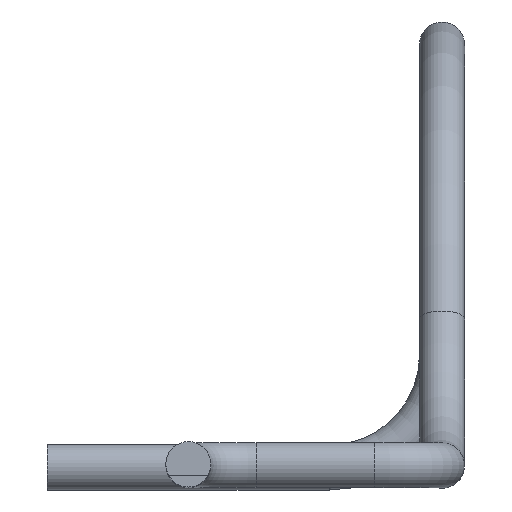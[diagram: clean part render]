
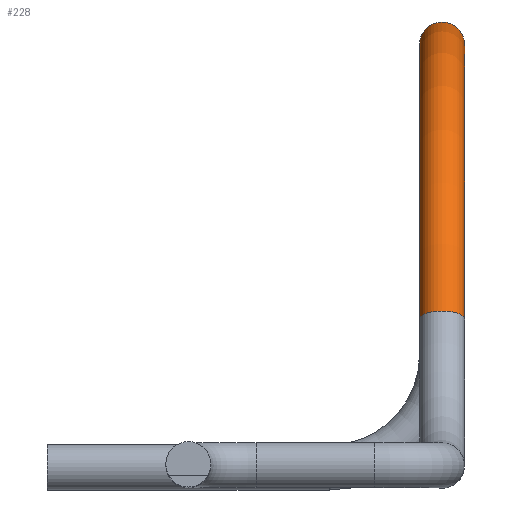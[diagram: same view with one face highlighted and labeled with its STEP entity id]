
A CAD part, top view. The second image highlights one B-rep face of the part: STEP entity #228.
In plain terms, the highlighted toroidal (fillet/blend) face has major radius 37.475 mm and minor radius 2 mm.
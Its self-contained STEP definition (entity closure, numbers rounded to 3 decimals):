
#15=B_SPLINE_CURVE_WITH_KNOTS('',3,(#410,#411,#412,#413,#414,#415,#416,
#417,#418,#419,#420,#421,#422,#423),.UNSPECIFIED.,.F.,.F.,(4,2,2,2,2,2,
4),(0.315,0.326,0.39,0.469,
0.549,0.629,0.631),.UNSPECIFIED.);
#16=B_SPLINE_CURVE_WITH_KNOTS('',3,(#424,#425,#426,#427,#428,#429,#430,
#431,#432,#433,#434,#435,#436,#437,#438,#439),.UNSPECIFIED.,.F.,.F.,(4,
2,2,2,2,2,2,4),(-0.002,0.,0.064,
0.133,0.213,0.256,0.288,0.315),
 .UNSPECIFIED.);
#18=TOROIDAL_SURFACE('',#268,37.475,2.);
#37=CIRCLE('',#264,2.);
#39=CIRCLE('',#269,35.475);
#40=CIRCLE('',#270,2.);
#41=CIRCLE('',#271,2.);
#59=FACE_OUTER_BOUND('',#74,.T.);
#74=EDGE_LOOP('',(#180,#181,#182,#183,#184,#185,#186));
#106=VERTEX_POINT('',#401);
#107=VERTEX_POINT('',#402);
#108=VERTEX_POINT('',#409);
#109=VERTEX_POINT('',#442);
#110=VERTEX_POINT('',#444);
#132=EDGE_CURVE('',#107,#106,#37,.T.);
#134=EDGE_CURVE('',#108,#106,#15,.T.);
#135=EDGE_CURVE('',#107,#108,#16,.T.);
#136=EDGE_CURVE('',#108,#109,#39,.T.);
#137=EDGE_CURVE('',#109,#110,#40,.T.);
#138=EDGE_CURVE('',#110,#109,#41,.T.);
#180=ORIENTED_EDGE('',*,*,#135,.T.);
#181=ORIENTED_EDGE('',*,*,#136,.T.);
#182=ORIENTED_EDGE('',*,*,#137,.T.);
#183=ORIENTED_EDGE('',*,*,#138,.T.);
#184=ORIENTED_EDGE('',*,*,#136,.F.);
#185=ORIENTED_EDGE('',*,*,#134,.T.);
#186=ORIENTED_EDGE('',*,*,#132,.F.);
#228=ADVANCED_FACE('',(#59),#18,.T.);
#264=AXIS2_PLACEMENT_3D('',#406,#325,#326);
#268=AXIS2_PLACEMENT_3D('',#441,#333,#334);
#269=AXIS2_PLACEMENT_3D('',#443,#335,#336);
#270=AXIS2_PLACEMENT_3D('',#445,#337,#338);
#271=AXIS2_PLACEMENT_3D('',#446,#339,#340);
#325=DIRECTION('center_axis',(0.,-0.964,
-0.267));
#326=DIRECTION('ref_axis',(1.,0.,0.));
#333=DIRECTION('center_axis',(-1.,0.,0.));
#334=DIRECTION('ref_axis',(0.,0.,1.));
#335=DIRECTION('center_axis',(1.,0.,0.));
#336=DIRECTION('ref_axis',(0.,0.,1.));
#337=DIRECTION('center_axis',(0.,0.938,-0.348));
#338=DIRECTION('ref_axis',(1.,0.,0.));
#339=DIRECTION('center_axis',(0.,0.938,-0.348));
#340=DIRECTION('ref_axis',(1.,0.,0.));
#401=CARTESIAN_POINT('',(2.,20.,-115.));
#402=CARTESIAN_POINT('',(-2.,20.,-115.));
#406=CARTESIAN_POINT('Origin',(0.,20.,-115.));
#409=CARTESIAN_POINT('',(0.,19.724,-113.));
#410=CARTESIAN_POINT('Ctrl Pts',(0.,19.724,
-113.));
#411=CARTESIAN_POINT('Ctrl Pts',(0.037,19.724,-113.));
#412=CARTESIAN_POINT('Ctrl Pts',(0.073,19.724,-113.001));
#413=CARTESIAN_POINT('Ctrl Pts',(0.326,19.724,-113.016));
#414=CARTESIAN_POINT('Ctrl Pts',(0.538,19.73,-113.063));
#415=CARTESIAN_POINT('Ctrl Pts',(0.98,19.752,-113.239));
#416=CARTESIAN_POINT('Ctrl Pts',(1.2,19.771,-113.381));
#417=CARTESIAN_POINT('Ctrl Pts',(1.578,19.821,-113.745));
#418=CARTESIAN_POINT('Ctrl Pts',(1.73,19.853,-113.964));
#419=CARTESIAN_POINT('Ctrl Pts',(1.941,19.922,-114.45));
#420=CARTESIAN_POINT('Ctrl Pts',(1.997,19.959,-114.712));
#421=CARTESIAN_POINT('Ctrl Pts',(2.,19.998,-114.984));
#422=CARTESIAN_POINT('Ctrl Pts',(2.,19.999,-114.992));
#423=CARTESIAN_POINT('Ctrl Pts',(2.,20.,-115.));
#424=CARTESIAN_POINT('Ctrl Pts',(-2.,20.,-115.));
#425=CARTESIAN_POINT('Ctrl Pts',(-2.,19.999,-114.994));
#426=CARTESIAN_POINT('Ctrl Pts',(-2.,19.998,-114.988));
#427=CARTESIAN_POINT('Ctrl Pts',(-1.998,19.97,-114.77));
#428=CARTESIAN_POINT('Ctrl Pts',(-1.963,19.943,-114.559));
#429=CARTESIAN_POINT('Ctrl Pts',(-1.822,19.889,-114.142));
#430=CARTESIAN_POINT('Ctrl Pts',(-1.712,19.862,-113.939));
#431=CARTESIAN_POINT('Ctrl Pts',(-1.406,19.809,-113.551));
#432=CARTESIAN_POINT('Ctrl Pts',(-1.202,19.784,-113.378));
#433=CARTESIAN_POINT('Ctrl Pts',(-0.846,19.755,-113.181));
#434=CARTESIAN_POINT('Ctrl Pts',(-0.715,19.747,-113.125));
#435=CARTESIAN_POINT('Ctrl Pts',(-0.475,19.735,-113.053));
#436=CARTESIAN_POINT('Ctrl Pts',(-0.368,19.731,-113.03));
#437=CARTESIAN_POINT('Ctrl Pts',(-0.174,19.726,-113.005));
#438=CARTESIAN_POINT('Ctrl Pts',(-0.087,19.725,-113.));
#439=CARTESIAN_POINT('Ctrl Pts',(0.,19.724,
-113.));
#441=CARTESIAN_POINT('Origin',(0.,10.,-78.883));
#442=CARTESIAN_POINT('',(0.,22.345,-45.625));
#443=CARTESIAN_POINT('Origin',(0.,10.,-78.883));
#444=CARTESIAN_POINT('',(0.,23.736,-41.875));
#445=CARTESIAN_POINT('Origin',(0.,23.041,-43.75));
#446=CARTESIAN_POINT('Origin',(0.,23.041,-43.75));
